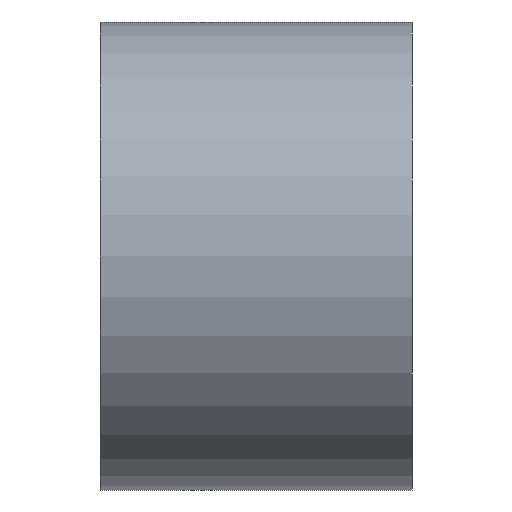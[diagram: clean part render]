
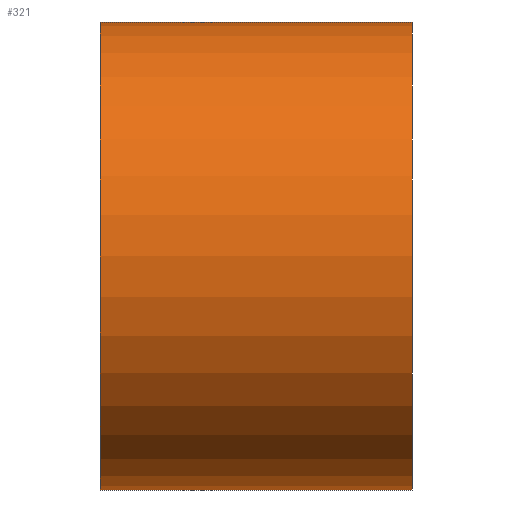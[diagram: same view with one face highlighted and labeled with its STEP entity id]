
A CAD part, front view. The second image highlights one B-rep face of the part: STEP entity #321.
In plain terms, the highlighted cylindrical face has radius 45 mm (diameter 90 mm), a partial arc.
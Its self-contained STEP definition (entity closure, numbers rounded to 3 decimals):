
#42 = CYLINDRICAL_SURFACE ( 'NONE', #165, 45. ) ;
#52 = LINE ( 'NONE', #132, #90 ) ;
#55 = EDGE_CURVE ( 'NONE', #499, #287, #52, .T. ) ;
#61 = EDGE_LOOP ( 'NONE', ( #414, #369, #496, #110 ) ) ;
#69 = CARTESIAN_POINT ( 'NONE',  ( -30., 0., 0. ) ) ;
#90 = VECTOR ( 'NONE', #254, 1000. ) ;
#100 = CARTESIAN_POINT ( 'NONE',  ( -30., 0., -45. ) ) ;
#110 = ORIENTED_EDGE ( 'NONE', *, *, #299, .T. ) ;
#128 = EDGE_CURVE ( 'NONE', #517, #229, #428, .T. ) ;
#132 = CARTESIAN_POINT ( 'NONE',  ( -30., 0., -45. ) ) ;
#140 = DIRECTION ( 'NONE',  ( 1., 0., 0. ) ) ;
#164 = VECTOR ( 'NONE', #168, 1000. ) ;
#165 = AXIS2_PLACEMENT_3D ( 'NONE', #215, #550, #429 ) ;
#168 = DIRECTION ( 'NONE',  ( 1., 0., 0. ) ) ;
#215 = CARTESIAN_POINT ( 'NONE',  ( -30., 0., 0. ) ) ;
#219 = AXIS2_PLACEMENT_3D ( 'NONE', #69, #237, #408 ) ;
#220 = FACE_OUTER_BOUND ( 'NONE', #61, .T. ) ;
#229 = VERTEX_POINT ( 'NONE', #451 ) ;
#237 = DIRECTION ( 'NONE',  ( 1., 0., 0. ) ) ;
#254 = DIRECTION ( 'NONE',  ( 1., 0., 0. ) ) ;
#287 = VERTEX_POINT ( 'NONE', #448 ) ;
#299 = EDGE_CURVE ( 'NONE', #517, #499, #546, .T. ) ;
#321 = ADVANCED_FACE ( 'NONE', ( #220 ), #42, .T. ) ;
#327 = AXIS2_PLACEMENT_3D ( 'NONE', #359, #140, #441 ) ;
#348 = CARTESIAN_POINT ( 'NONE',  ( -30., 0., 45. ) ) ;
#359 = CARTESIAN_POINT ( 'NONE',  ( 30., 0., 0. ) ) ;
#367 = EDGE_CURVE ( 'NONE', #229, #287, #527, .T. ) ;
#369 = ORIENTED_EDGE ( 'NONE', *, *, #367, .F. ) ;
#408 = DIRECTION ( 'NONE',  ( 0., 0., -1. ) ) ;
#414 = ORIENTED_EDGE ( 'NONE', *, *, #55, .T. ) ;
#428 = LINE ( 'NONE', #548, #164 ) ;
#429 = DIRECTION ( 'NONE',  ( 0., 0., -1. ) ) ;
#441 = DIRECTION ( 'NONE',  ( 0., 0., -1. ) ) ;
#448 = CARTESIAN_POINT ( 'NONE',  ( 30., 0., -45. ) ) ;
#451 = CARTESIAN_POINT ( 'NONE',  ( 30., 0., 45. ) ) ;
#496 = ORIENTED_EDGE ( 'NONE', *, *, #128, .F. ) ;
#499 = VERTEX_POINT ( 'NONE', #100 ) ;
#517 = VERTEX_POINT ( 'NONE', #348 ) ;
#527 = CIRCLE ( 'NONE', #327, 45. ) ;
#546 = CIRCLE ( 'NONE', #219, 45. ) ;
#548 = CARTESIAN_POINT ( 'NONE',  ( -30., 0., 45. ) ) ;
#550 = DIRECTION ( 'NONE',  ( 1., 0., 0. ) ) ;
